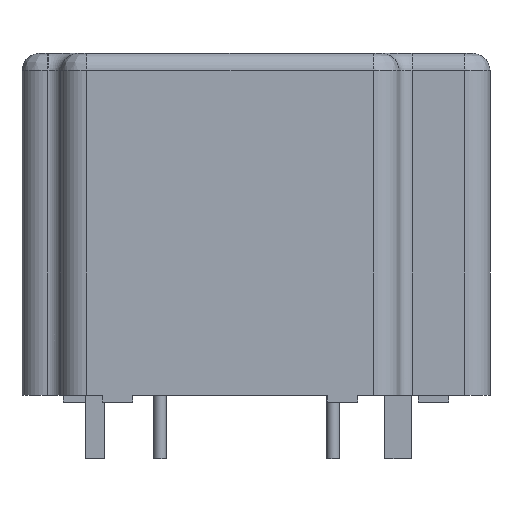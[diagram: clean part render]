
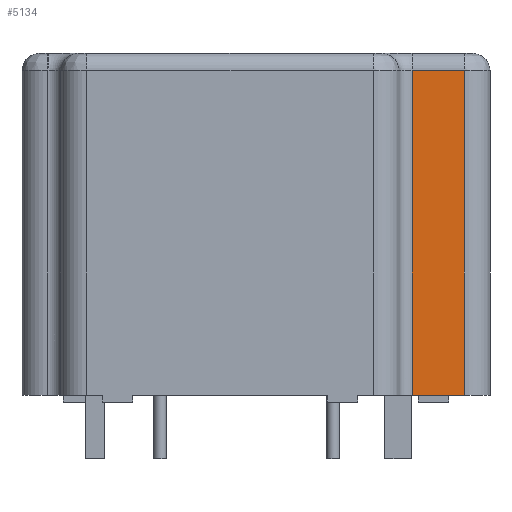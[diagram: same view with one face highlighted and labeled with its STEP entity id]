
A CAD part, front view. The second image highlights one B-rep face of the part: STEP entity #5134.
In plain terms, the highlighted planar face has unit normal (0, -1, 0).
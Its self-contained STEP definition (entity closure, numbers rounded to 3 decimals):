
#43 = PLANE('',#44);
#44 = AXIS2_PLACEMENT_3D('',#45,#46,#47);
#45 = CARTESIAN_POINT('',(-1.414,-1.,0.408));
#46 = DIRECTION('',(0.,0.,-1.));
#47 = DIRECTION('',(-1.,0.,0.));
#681 = VERTEX_POINT('',#682);
#682 = CARTESIAN_POINT('',(11.259,2.556,0.408));
#697 = CYLINDRICAL_SURFACE('',#698,1.5);
#698 = AXIS2_PLACEMENT_3D('',#699,#700,#701);
#699 = CARTESIAN_POINT('',(11.259,4.056,0.408));
#700 = DIRECTION('',(0.,0.,1.));
#701 = DIRECTION('',(-1.,0.,0.));
#731 = EDGE_CURVE('',#681,#732,#734,.T.);
#732 = VERTEX_POINT('',#733);
#733 = CARTESIAN_POINT('',(8.187,2.556,0.408));
#734 = SURFACE_CURVE('',#735,(#739,#746),.PCURVE_S1.);
#735 = LINE('',#736,#737);
#736 = CARTESIAN_POINT('',(11.259,2.556,0.408));
#737 = VECTOR('',#738,1.);
#738 = DIRECTION('',(-1.,0.,0.));
#739 = PCURVE('',#43,#740);
#740 = DEFINITIONAL_REPRESENTATION('',(#741),#745);
#741 = LINE('',#742,#743);
#742 = CARTESIAN_POINT('',(-12.673,3.556));
#743 = VECTOR('',#744,1.);
#744 = DIRECTION('',(1.,0.));
#745 = ( GEOMETRIC_REPRESENTATION_CONTEXT(2) 
PARAMETRIC_REPRESENTATION_CONTEXT() REPRESENTATION_CONTEXT('2D SPACE',''
  ) );
#746 = PCURVE('',#747,#752);
#747 = PLANE('',#748);
#748 = AXIS2_PLACEMENT_3D('',#749,#750,#751);
#749 = CARTESIAN_POINT('',(11.259,2.556,0.408));
#750 = DIRECTION('',(0.,-1.,0.));
#751 = DIRECTION('',(0.,0.,1.));
#752 = DEFINITIONAL_REPRESENTATION('',(#753),#757);
#753 = LINE('',#754,#755);
#754 = CARTESIAN_POINT('',(0.,0.));
#755 = VECTOR('',#756,1.);
#756 = DIRECTION('',(0.,1.));
#757 = ( GEOMETRIC_REPRESENTATION_CONTEXT(2) 
PARAMETRIC_REPRESENTATION_CONTEXT() REPRESENTATION_CONTEXT('2D SPACE',''
  ) );
#780 = CYLINDRICAL_SURFACE('',#781,0.762);
#781 = AXIS2_PLACEMENT_3D('',#782,#783,#784);
#782 = CARTESIAN_POINT('',(8.187,1.794,0.408));
#783 = DIRECTION('',(0.,0.,1.));
#784 = DIRECTION('',(-1.,0.,0.));
#2586 = CYLINDRICAL_SURFACE('',#2587,1.);
#2587 = AXIS2_PLACEMENT_3D('',#2588,#2589,#2590);
#2588 = CARTESIAN_POINT('',(8.084,3.556,19.449));
#2589 = DIRECTION('',(-1.,0.,0.));
#2590 = DIRECTION('',(0.,0.,1.));
#4951 = VERTEX_POINT('',#4952);
#4952 = CARTESIAN_POINT('',(11.259,2.556,19.449));
#5089 = EDGE_CURVE('',#681,#4951,#5090,.T.);
#5090 = SURFACE_CURVE('',#5091,(#5095,#5124),.PCURVE_S1.);
#5091 = LINE('',#5092,#5093);
#5092 = CARTESIAN_POINT('',(11.259,2.556,0.408));
#5093 = VECTOR('',#5094,1.);
#5094 = DIRECTION('',(0.,0.,1.));
#5095 = PCURVE('',#697,#5096);
#5096 = DEFINITIONAL_REPRESENTATION('',(#5097),#5123);
#5097 = B_SPLINE_CURVE_WITH_KNOTS('',3,(#5098,#5099,#5100,#5101,#5102,
    #5103,#5104,#5105,#5106,#5107,#5108,#5109,#5110,#5111,#5112,#5113,
    #5114,#5115,#5116,#5117,#5118,#5119,#5120,#5121,#5122),
  .UNSPECIFIED.,.F.,.F.,(4,1,1,1,1,1,1,1,1,1,1,1,1,1,1,1,1,1,1,1,1,1,4),
  (0.,0.865,1.731,2.596,3.462,
    4.327,5.193,6.058,6.924,
    7.789,8.655,9.52,10.386,
    11.251,12.117,12.982,13.848,
    14.713,15.579,16.444,17.31,
    18.175,19.041),.QUASI_UNIFORM_KNOTS.);
#5098 = CARTESIAN_POINT('',(1.571,0.));
#5099 = CARTESIAN_POINT('',(1.571,0.288));
#5100 = CARTESIAN_POINT('',(1.571,0.865));
#5101 = CARTESIAN_POINT('',(1.571,1.731));
#5102 = CARTESIAN_POINT('',(1.571,2.596));
#5103 = CARTESIAN_POINT('',(1.571,3.462));
#5104 = CARTESIAN_POINT('',(1.571,4.327));
#5105 = CARTESIAN_POINT('',(1.571,5.193));
#5106 = CARTESIAN_POINT('',(1.571,6.058));
#5107 = CARTESIAN_POINT('',(1.571,6.924));
#5108 = CARTESIAN_POINT('',(1.571,7.789));
#5109 = CARTESIAN_POINT('',(1.571,8.655));
#5110 = CARTESIAN_POINT('',(1.571,9.52));
#5111 = CARTESIAN_POINT('',(1.571,10.386));
#5112 = CARTESIAN_POINT('',(1.571,11.251));
#5113 = CARTESIAN_POINT('',(1.571,12.117));
#5114 = CARTESIAN_POINT('',(1.571,12.982));
#5115 = CARTESIAN_POINT('',(1.571,13.848));
#5116 = CARTESIAN_POINT('',(1.571,14.713));
#5117 = CARTESIAN_POINT('',(1.571,15.579));
#5118 = CARTESIAN_POINT('',(1.571,16.444));
#5119 = CARTESIAN_POINT('',(1.571,17.31));
#5120 = CARTESIAN_POINT('',(1.571,18.175));
#5121 = CARTESIAN_POINT('',(1.571,18.752));
#5122 = CARTESIAN_POINT('',(1.571,19.041));
#5123 = ( GEOMETRIC_REPRESENTATION_CONTEXT(2) 
PARAMETRIC_REPRESENTATION_CONTEXT() REPRESENTATION_CONTEXT('2D SPACE',''
  ) );
#5124 = PCURVE('',#747,#5125);
#5125 = DEFINITIONAL_REPRESENTATION('',(#5126),#5130);
#5126 = LINE('',#5127,#5128);
#5127 = CARTESIAN_POINT('',(0.,0.));
#5128 = VECTOR('',#5129,1.);
#5129 = DIRECTION('',(1.,0.));
#5130 = ( GEOMETRIC_REPRESENTATION_CONTEXT(2) 
PARAMETRIC_REPRESENTATION_CONTEXT() REPRESENTATION_CONTEXT('2D SPACE',''
  ) );
#5134 = ADVANCED_FACE('',(#5135),#747,.T.);
#5135 = FACE_BOUND('',#5136,.T.);
#5136 = EDGE_LOOP('',(#5137,#5182,#5183,#5184));
#5137 = ORIENTED_EDGE('',*,*,#5138,.F.);
#5138 = EDGE_CURVE('',#732,#5139,#5141,.T.);
#5139 = VERTEX_POINT('',#5140);
#5140 = CARTESIAN_POINT('',(8.187,2.556,19.449));
#5141 = SURFACE_CURVE('',#5142,(#5146,#5153),.PCURVE_S1.);
#5142 = LINE('',#5143,#5144);
#5143 = CARTESIAN_POINT('',(8.187,2.556,0.408));
#5144 = VECTOR('',#5145,1.);
#5145 = DIRECTION('',(0.,0.,1.));
#5146 = PCURVE('',#747,#5147);
#5147 = DEFINITIONAL_REPRESENTATION('',(#5148),#5152);
#5148 = LINE('',#5149,#5150);
#5149 = CARTESIAN_POINT('',(0.,3.072));
#5150 = VECTOR('',#5151,1.);
#5151 = DIRECTION('',(1.,0.));
#5152 = ( GEOMETRIC_REPRESENTATION_CONTEXT(2) 
PARAMETRIC_REPRESENTATION_CONTEXT() REPRESENTATION_CONTEXT('2D SPACE',''
  ) );
#5153 = PCURVE('',#780,#5154);
#5154 = DEFINITIONAL_REPRESENTATION('',(#5155),#5181);
#5155 = B_SPLINE_CURVE_WITH_KNOTS('',3,(#5156,#5157,#5158,#5159,#5160,
    #5161,#5162,#5163,#5164,#5165,#5166,#5167,#5168,#5169,#5170,#5171,
    #5172,#5173,#5174,#5175,#5176,#5177,#5178,#5179,#5180),
  .UNSPECIFIED.,.F.,.F.,(4,1,1,1,1,1,1,1,1,1,1,1,1,1,1,1,1,1,1,1,1,1,4),
  (0.,0.865,1.731,2.596,3.462,
    4.327,5.193,6.058,6.924,
    7.789,8.655,9.52,10.386,
    11.251,12.117,12.982,13.848,
    14.713,15.579,16.444,17.31,
    18.175,19.041),.QUASI_UNIFORM_KNOTS.);
#5156 = CARTESIAN_POINT('',(4.712,0.));
#5157 = CARTESIAN_POINT('',(4.712,0.288));
#5158 = CARTESIAN_POINT('',(4.712,0.865));
#5159 = CARTESIAN_POINT('',(4.712,1.731));
#5160 = CARTESIAN_POINT('',(4.712,2.596));
#5161 = CARTESIAN_POINT('',(4.712,3.462));
#5162 = CARTESIAN_POINT('',(4.712,4.327));
#5163 = CARTESIAN_POINT('',(4.712,5.193));
#5164 = CARTESIAN_POINT('',(4.712,6.058));
#5165 = CARTESIAN_POINT('',(4.712,6.924));
#5166 = CARTESIAN_POINT('',(4.712,7.789));
#5167 = CARTESIAN_POINT('',(4.712,8.655));
#5168 = CARTESIAN_POINT('',(4.712,9.52));
#5169 = CARTESIAN_POINT('',(4.712,10.386));
#5170 = CARTESIAN_POINT('',(4.712,11.251));
#5171 = CARTESIAN_POINT('',(4.712,12.117));
#5172 = CARTESIAN_POINT('',(4.712,12.982));
#5173 = CARTESIAN_POINT('',(4.712,13.848));
#5174 = CARTESIAN_POINT('',(4.712,14.713));
#5175 = CARTESIAN_POINT('',(4.712,15.579));
#5176 = CARTESIAN_POINT('',(4.712,16.444));
#5177 = CARTESIAN_POINT('',(4.712,17.31));
#5178 = CARTESIAN_POINT('',(4.712,18.175));
#5179 = CARTESIAN_POINT('',(4.712,18.752));
#5180 = CARTESIAN_POINT('',(4.712,19.041));
#5181 = ( GEOMETRIC_REPRESENTATION_CONTEXT(2) 
PARAMETRIC_REPRESENTATION_CONTEXT() REPRESENTATION_CONTEXT('2D SPACE',''
  ) );
#5182 = ORIENTED_EDGE('',*,*,#731,.F.);
#5183 = ORIENTED_EDGE('',*,*,#5089,.T.);
#5184 = ORIENTED_EDGE('',*,*,#5185,.F.);
#5185 = EDGE_CURVE('',#5139,#4951,#5186,.T.);
#5186 = SURFACE_CURVE('',#5187,(#5191,#5198),.PCURVE_S1.);
#5187 = LINE('',#5188,#5189);
#5188 = CARTESIAN_POINT('',(8.187,2.556,19.449));
#5189 = VECTOR('',#5190,1.);
#5190 = DIRECTION('',(1.,0.,0.));
#5191 = PCURVE('',#747,#5192);
#5192 = DEFINITIONAL_REPRESENTATION('',(#5193),#5197);
#5193 = LINE('',#5194,#5195);
#5194 = CARTESIAN_POINT('',(19.041,3.072));
#5195 = VECTOR('',#5196,1.);
#5196 = DIRECTION('',(0.,-1.));
#5197 = ( GEOMETRIC_REPRESENTATION_CONTEXT(2) 
PARAMETRIC_REPRESENTATION_CONTEXT() REPRESENTATION_CONTEXT('2D SPACE',''
  ) );
#5198 = PCURVE('',#2586,#5199);
#5199 = DEFINITIONAL_REPRESENTATION('',(#5200),#5226);
#5200 = B_SPLINE_CURVE_WITH_KNOTS('',3,(#5201,#5202,#5203,#5204,#5205,
    #5206,#5207,#5208,#5209,#5210,#5211,#5212,#5213,#5214,#5215,#5216,
    #5217,#5218,#5219,#5220,#5221,#5222,#5223,#5224,#5225),
  .UNSPECIFIED.,.F.,.F.,(4,1,1,1,1,1,1,1,1,1,1,1,1,1,1,1,1,1,1,1,1,1,4),
  (0.,0.14,0.279,0.419,
    0.559,0.698,0.838,0.977,
    1.117,1.257,1.396,1.536,
    1.676,1.815,1.955,2.094,
    2.234,2.374,2.513,2.653,
    2.793,2.932,3.072),
  .QUASI_UNIFORM_KNOTS.);
#5201 = CARTESIAN_POINT('',(4.712,-0.103));
#5202 = CARTESIAN_POINT('',(4.712,-0.15));
#5203 = CARTESIAN_POINT('',(4.712,-0.243));
#5204 = CARTESIAN_POINT('',(4.712,-0.382));
#5205 = CARTESIAN_POINT('',(4.712,-0.522));
#5206 = CARTESIAN_POINT('',(4.712,-0.662));
#5207 = CARTESIAN_POINT('',(4.712,-0.801));
#5208 = CARTESIAN_POINT('',(4.712,-0.941));
#5209 = CARTESIAN_POINT('',(4.712,-1.081));
#5210 = CARTESIAN_POINT('',(4.712,-1.22));
#5211 = CARTESIAN_POINT('',(4.712,-1.36));
#5212 = CARTESIAN_POINT('',(4.712,-1.499));
#5213 = CARTESIAN_POINT('',(4.712,-1.639));
#5214 = CARTESIAN_POINT('',(4.712,-1.779));
#5215 = CARTESIAN_POINT('',(4.712,-1.918));
#5216 = CARTESIAN_POINT('',(4.712,-2.058));
#5217 = CARTESIAN_POINT('',(4.712,-2.198));
#5218 = CARTESIAN_POINT('',(4.712,-2.337));
#5219 = CARTESIAN_POINT('',(4.712,-2.477));
#5220 = CARTESIAN_POINT('',(4.712,-2.616));
#5221 = CARTESIAN_POINT('',(4.712,-2.756));
#5222 = CARTESIAN_POINT('',(4.712,-2.896));
#5223 = CARTESIAN_POINT('',(4.712,-3.035));
#5224 = CARTESIAN_POINT('',(4.712,-3.128));
#5225 = CARTESIAN_POINT('',(4.712,-3.175));
#5226 = ( GEOMETRIC_REPRESENTATION_CONTEXT(2) 
PARAMETRIC_REPRESENTATION_CONTEXT() REPRESENTATION_CONTEXT('2D SPACE',''
  ) );
